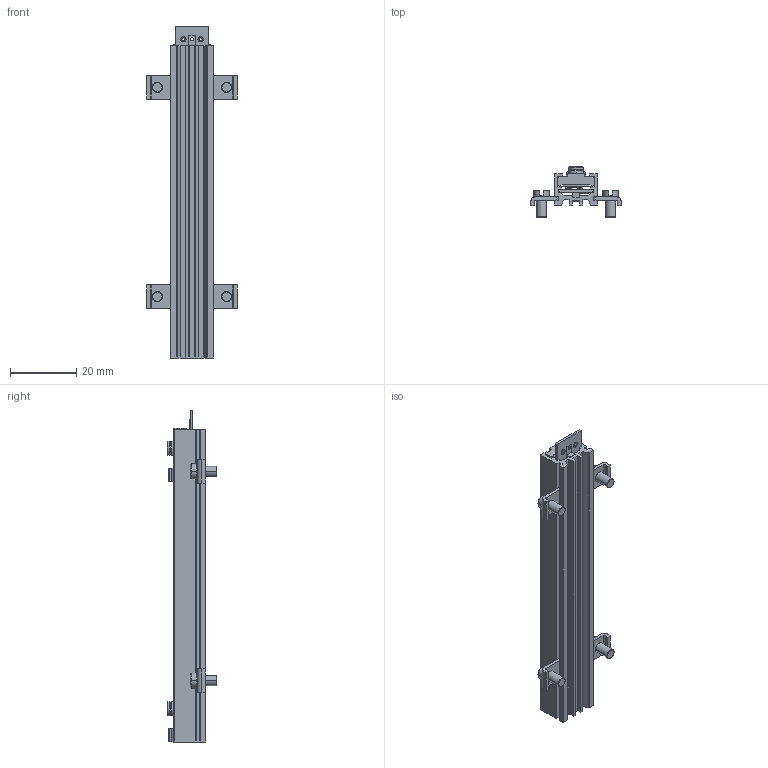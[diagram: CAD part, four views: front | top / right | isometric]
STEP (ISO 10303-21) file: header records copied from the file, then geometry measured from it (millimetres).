
FILE_DESCRIPTION (( 'STEP AP214' ), '1' );
FILE_NAME ('PTP_0100_standart~00ID.STEP', '2005-12-13T09:26:25', ( 'novotechnik' ), ( 'novotechnik' ), 'SwSTEP 2.0', 'SolidWorks 2005235', '' );
FILE_SCHEMA (( 'AUTOMOTIVE_DESIGN' ));
Length unit declared in the file: millimetre
Products named in the file (9): Schleifergarnitur~00ID_Standard; Rundschnur~00ID_Rundschnur  75 <standard>; Widerstandselement_TEX_PTP_75~01ID_Standard; Schleifer_2-fach~00ID_Einbauzustand; Schleiferträger~01ID_Standard; Spannklammer_Z1-11~05ID_Standard; PTP_0100_standart~00ID; Gehäuse~01ID_PTP75 Überstand Widerstandselement <Standard>; Zylinderschraube_M3_x6_ISO_1207~00ID_Standard
Assembly tree (15 placements, depth 3):
  PTP_0100_standart~00ID
    Spannklammer_Z1-11~05ID_Standard  x4
    Schleifergarnitur~00ID_Standard  x2
      Schleifer_2-fach~00ID_Einbauzustand
      Schleiferträger~01ID_Standard
    Rundschnur~00ID_Rundschnur  75 <standard>
    Zylinderschraube_M3_x6_ISO_1207~00ID_Standard  x4
    Gehäuse~01ID_PTP75 Überstand Widerstandselement <Standard>
    Widerstandselement_TEX_PTP_75~01ID_Standard
Bounding box: 27.23 x 15 x 100 mm (x, y, z)
Volume: 6774.4 mm3; surface area: 15175.1 mm2
Topology: 24 solids, 24 shells, 983 faces, 2527 edges, 1598 vertices
Faces by surface type: plane 520, cylinder 341, cone 64, torus 50, sphere 8
Entity records: 18711 total; most frequent: CARTESIAN_POINT 3263, DIRECTION 3021, ORIENTED_EDGE 2892, EDGE_CURVE 1446, AXIS2_PLACEMENT_3D 1057, VERTEX_POINT 925, VECTOR 907, LINE 907
